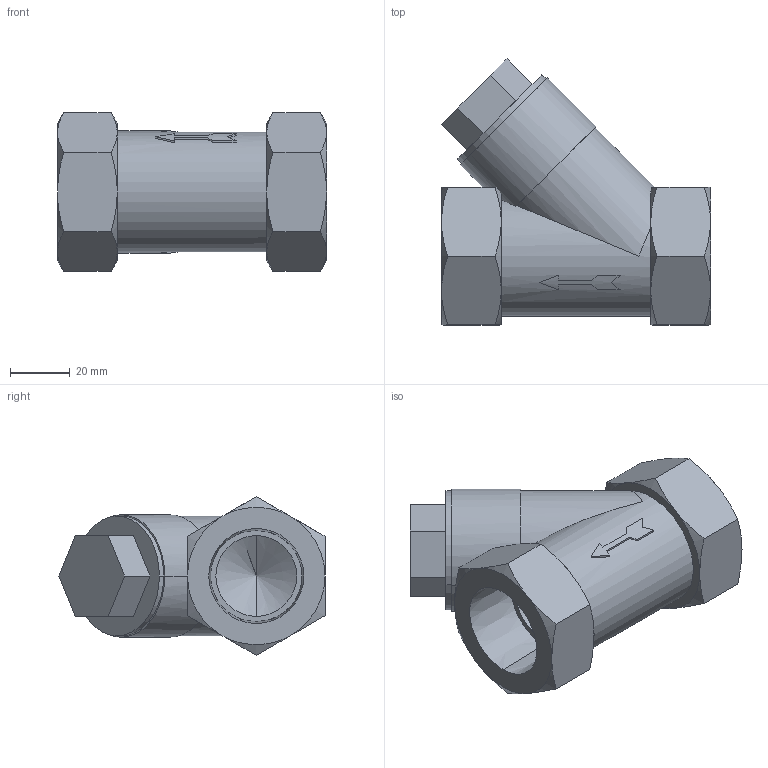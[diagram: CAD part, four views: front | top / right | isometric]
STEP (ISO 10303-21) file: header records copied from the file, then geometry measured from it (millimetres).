
FILE_DESCRIPTION (( 'STEP AP203' ), '1' );
FILE_NAME ('YSP-800-1.STEP', '2014-10-17T05:43:30', ( '' ), ( '' ), 'SwSTEP 2.0', 'SolidWorks 2012', '' );
FILE_SCHEMA (( 'CONFIG_CONTROL_DESIGN' ));
Length unit declared in the file: millimetre
Products named in the file (1): YSP-800-1
Bounding box: 90 x 89 x 53.12 mm (x, y, z)
Volume: 151340.7 mm3; surface area: 28847.7 mm2
Topology: 1 solids, 1 shells, 84 faces, 207 edges, 128 vertices
Faces by surface type: plane 40, cone 32, cylinder 12
Entity records: 2756 total; most frequent: CARTESIAN_POINT 854, ORIENTED_EDGE 406, DIRECTION 349, EDGE_CURVE 203, AXIS2_PLACEMENT_3D 141, VERTEX_POINT 128, EDGE_LOOP 91, ADVANCED_FACE 84
